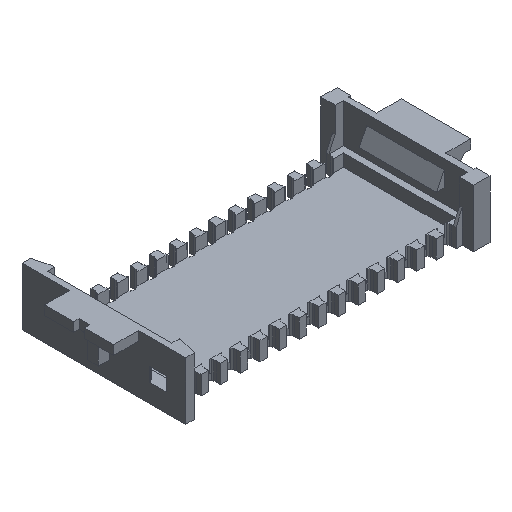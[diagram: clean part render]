
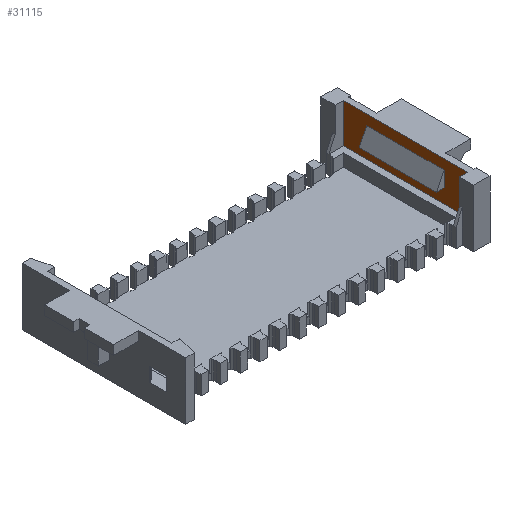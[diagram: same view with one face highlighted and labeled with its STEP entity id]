
A CAD part, isometric view. The second image highlights one B-rep face of the part: STEP entity #31115.
In plain terms, the highlighted planar face has unit normal (-1, 0, 0).
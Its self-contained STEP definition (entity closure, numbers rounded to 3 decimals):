
#13684 = PLANE('',#13685);
#13685 = AXIS2_PLACEMENT_3D('',#13686,#13687,#13688);
#13686 = CARTESIAN_POINT('',(-19.15,-8.05,-1.34));
#13687 = DIRECTION('',(0.,0.,1.));
#13688 = DIRECTION('',(1.,0.,0.));
#30307 = PLANE('',#30308);
#30308 = AXIS2_PLACEMENT_3D('',#30309,#30310,#30311);
#30309 = CARTESIAN_POINT('',(-19.15,8.05,-1.34));
#30310 = DIRECTION('',(0.,1.,0.));
#30311 = DIRECTION('',(0.,0.,1.));
#30359 = PLANE('',#30360);
#30360 = AXIS2_PLACEMENT_3D('',#30361,#30362,#30363);
#30361 = CARTESIAN_POINT('',(-19.15,-8.05,-1.34));
#30362 = DIRECTION('',(0.,1.,0.));
#30363 = DIRECTION('',(0.,0.,1.));
#31018 = VERTEX_POINT('',#31019);
#31019 = CARTESIAN_POINT('',(19.15,8.05,3.74));
#31034 = PLANE('',#31035);
#31035 = AXIS2_PLACEMENT_3D('',#31036,#31037,#31038);
#31036 = CARTESIAN_POINT('',(20.193,0.,3.74));
#31037 = DIRECTION('',(0.,0.,1.));
#31038 = DIRECTION('',(1.,0.,0.));
#31046 = EDGE_CURVE('',#31047,#31018,#31049,.T.);
#31047 = VERTEX_POINT('',#31048);
#31048 = CARTESIAN_POINT('',(19.15,8.05,-1.34));
#31049 = SURFACE_CURVE('',#31050,(#31054,#31061),.PCURVE_S1.);
#31050 = LINE('',#31051,#31052);
#31051 = CARTESIAN_POINT('',(19.15,8.05,-1.34));
#31052 = VECTOR('',#31053,1.);
#31053 = DIRECTION('',(0.,0.,1.));
#31054 = PCURVE('',#30307,#31055);
#31055 = DEFINITIONAL_REPRESENTATION('',(#31056),#31060);
#31056 = LINE('',#31057,#31058);
#31057 = CARTESIAN_POINT('',(0.,38.3));
#31058 = VECTOR('',#31059,1.);
#31059 = DIRECTION('',(1.,0.));
#31060 = ( GEOMETRIC_REPRESENTATION_CONTEXT(2) 
PARAMETRIC_REPRESENTATION_CONTEXT() REPRESENTATION_CONTEXT('2D SPACE',''
  ) );
#31061 = PCURVE('',#31062,#31067);
#31062 = PLANE('',#31063);
#31063 = AXIS2_PLACEMENT_3D('',#31064,#31065,#31066);
#31064 = CARTESIAN_POINT('',(19.15,-8.05,-1.34));
#31065 = DIRECTION('',(1.,0.,0.));
#31066 = DIRECTION('',(0.,0.,1.));
#31067 = DEFINITIONAL_REPRESENTATION('',(#31068),#31072);
#31068 = LINE('',#31069,#31070);
#31069 = CARTESIAN_POINT('',(0.,-16.1));
#31070 = VECTOR('',#31071,1.);
#31071 = DIRECTION('',(1.,0.));
#31072 = ( GEOMETRIC_REPRESENTATION_CONTEXT(2) 
PARAMETRIC_REPRESENTATION_CONTEXT() REPRESENTATION_CONTEXT('2D SPACE',''
  ) );
#31115 = ADVANCED_FACE('',(#31116,#31185),#31062,.F.);
#31116 = FACE_BOUND('',#31117,.F.);
#31117 = EDGE_LOOP('',(#31118,#31143,#31164,#31165));
#31118 = ORIENTED_EDGE('',*,*,#31119,.F.);
#31119 = EDGE_CURVE('',#31120,#31122,#31124,.T.);
#31120 = VERTEX_POINT('',#31121);
#31121 = CARTESIAN_POINT('',(19.15,-8.05,-1.34));
#31122 = VERTEX_POINT('',#31123);
#31123 = CARTESIAN_POINT('',(19.15,-8.05,3.74));
#31124 = SURFACE_CURVE('',#31125,(#31129,#31136),.PCURVE_S1.);
#31125 = LINE('',#31126,#31127);
#31126 = CARTESIAN_POINT('',(19.15,-8.05,-1.34));
#31127 = VECTOR('',#31128,1.);
#31128 = DIRECTION('',(0.,0.,1.));
#31129 = PCURVE('',#31062,#31130);
#31130 = DEFINITIONAL_REPRESENTATION('',(#31131),#31135);
#31131 = LINE('',#31132,#31133);
#31132 = CARTESIAN_POINT('',(0.,0.));
#31133 = VECTOR('',#31134,1.);
#31134 = DIRECTION('',(1.,0.));
#31135 = ( GEOMETRIC_REPRESENTATION_CONTEXT(2) 
PARAMETRIC_REPRESENTATION_CONTEXT() REPRESENTATION_CONTEXT('2D SPACE',''
  ) );
#31136 = PCURVE('',#30359,#31137);
#31137 = DEFINITIONAL_REPRESENTATION('',(#31138),#31142);
#31138 = LINE('',#31139,#31140);
#31139 = CARTESIAN_POINT('',(0.,38.3));
#31140 = VECTOR('',#31141,1.);
#31141 = DIRECTION('',(1.,0.));
#31142 = ( GEOMETRIC_REPRESENTATION_CONTEXT(2) 
PARAMETRIC_REPRESENTATION_CONTEXT() REPRESENTATION_CONTEXT('2D SPACE',''
  ) );
#31143 = ORIENTED_EDGE('',*,*,#31144,.T.);
#31144 = EDGE_CURVE('',#31120,#31047,#31145,.T.);
#31145 = SURFACE_CURVE('',#31146,(#31150,#31157),.PCURVE_S1.);
#31146 = LINE('',#31147,#31148);
#31147 = CARTESIAN_POINT('',(19.15,-8.05,-1.34));
#31148 = VECTOR('',#31149,1.);
#31149 = DIRECTION('',(0.,1.,0.));
#31150 = PCURVE('',#31062,#31151);
#31151 = DEFINITIONAL_REPRESENTATION('',(#31152),#31156);
#31152 = LINE('',#31153,#31154);
#31153 = CARTESIAN_POINT('',(0.,0.));
#31154 = VECTOR('',#31155,1.);
#31155 = DIRECTION('',(0.,-1.));
#31156 = ( GEOMETRIC_REPRESENTATION_CONTEXT(2) 
PARAMETRIC_REPRESENTATION_CONTEXT() REPRESENTATION_CONTEXT('2D SPACE',''
  ) );
#31157 = PCURVE('',#13684,#31158);
#31158 = DEFINITIONAL_REPRESENTATION('',(#31159),#31163);
#31159 = LINE('',#31160,#31161);
#31160 = CARTESIAN_POINT('',(38.3,0.));
#31161 = VECTOR('',#31162,1.);
#31162 = DIRECTION('',(0.,1.));
#31163 = ( GEOMETRIC_REPRESENTATION_CONTEXT(2) 
PARAMETRIC_REPRESENTATION_CONTEXT() REPRESENTATION_CONTEXT('2D SPACE',''
  ) );
#31164 = ORIENTED_EDGE('',*,*,#31046,.T.);
#31165 = ORIENTED_EDGE('',*,*,#31166,.F.);
#31166 = EDGE_CURVE('',#31122,#31018,#31167,.T.);
#31167 = SURFACE_CURVE('',#31168,(#31172,#31178),.PCURVE_S1.);
#31168 = LINE('',#31169,#31170);
#31169 = CARTESIAN_POINT('',(19.15,-8.225,3.74));
#31170 = VECTOR('',#31171,1.);
#31171 = DIRECTION('',(0.,1.,0.));
#31172 = PCURVE('',#31062,#31173);
#31173 = DEFINITIONAL_REPRESENTATION('',(#31174),#31177);
#31174 = B_SPLINE_CURVE_WITH_KNOTS('',1,(#31175,#31176),.UNSPECIFIED.,
  .F.,.F.,(2,2),(-1.435,17.885),.PIECEWISE_BEZIER_KNOTS.);
#31175 = CARTESIAN_POINT('',(5.08,1.61));
#31176 = CARTESIAN_POINT('',(5.08,-17.71));
#31177 = ( GEOMETRIC_REPRESENTATION_CONTEXT(2) 
PARAMETRIC_REPRESENTATION_CONTEXT() REPRESENTATION_CONTEXT('2D SPACE',''
  ) );
#31178 = PCURVE('',#31034,#31179);
#31179 = DEFINITIONAL_REPRESENTATION('',(#31180),#31184);
#31180 = LINE('',#31181,#31182);
#31181 = CARTESIAN_POINT('',(-1.043,-8.225));
#31182 = VECTOR('',#31183,1.);
#31183 = DIRECTION('',(0.,1.));
#31184 = ( GEOMETRIC_REPRESENTATION_CONTEXT(2) 
PARAMETRIC_REPRESENTATION_CONTEXT() REPRESENTATION_CONTEXT('2D SPACE',''
  ) );
#31185 = FACE_BOUND('',#31186,.F.);
#31186 = EDGE_LOOP('',(#31187,#31217,#31245,#31273));
#31187 = ORIENTED_EDGE('',*,*,#31188,.F.);
#31188 = EDGE_CURVE('',#31189,#31191,#31193,.T.);
#31189 = VERTEX_POINT('',#31190);
#31190 = CARTESIAN_POINT('',(19.15,5.,0.46));
#31191 = VERTEX_POINT('',#31192);
#31192 = CARTESIAN_POINT('',(19.15,5.,2.46));
#31193 = SURFACE_CURVE('',#31194,(#31198,#31205),.PCURVE_S1.);
#31194 = LINE('',#31195,#31196);
#31195 = CARTESIAN_POINT('',(19.15,5.,0.46));
#31196 = VECTOR('',#31197,1.);
#31197 = DIRECTION('',(0.,0.,1.));
#31198 = PCURVE('',#31062,#31199);
#31199 = DEFINITIONAL_REPRESENTATION('',(#31200),#31204);
#31200 = LINE('',#31201,#31202);
#31201 = CARTESIAN_POINT('',(1.8,-13.05));
#31202 = VECTOR('',#31203,1.);
#31203 = DIRECTION('',(1.,0.));
#31204 = ( GEOMETRIC_REPRESENTATION_CONTEXT(2) 
PARAMETRIC_REPRESENTATION_CONTEXT() REPRESENTATION_CONTEXT('2D SPACE',''
  ) );
#31205 = PCURVE('',#31206,#31211);
#31206 = PLANE('',#31207);
#31207 = AXIS2_PLACEMENT_3D('',#31208,#31209,#31210);
#31208 = CARTESIAN_POINT('',(18.841,5.,1.269));
#31209 = DIRECTION('',(0.,1.,0.));
#31210 = DIRECTION('',(-1.,0.,0.));
#31211 = DEFINITIONAL_REPRESENTATION('',(#31212),#31216);
#31212 = LINE('',#31213,#31214);
#31213 = CARTESIAN_POINT('',(-0.309,-0.809));
#31214 = VECTOR('',#31215,1.);
#31215 = DIRECTION('',(-0.,1.));
#31216 = ( GEOMETRIC_REPRESENTATION_CONTEXT(2) 
PARAMETRIC_REPRESENTATION_CONTEXT() REPRESENTATION_CONTEXT('2D SPACE',''
  ) );
#31217 = ORIENTED_EDGE('',*,*,#31218,.T.);
#31218 = EDGE_CURVE('',#31189,#31219,#31221,.T.);
#31219 = VERTEX_POINT('',#31220);
#31220 = CARTESIAN_POINT('',(19.15,-5.,0.46));
#31221 = SURFACE_CURVE('',#31222,(#31226,#31233),.PCURVE_S1.);
#31222 = LINE('',#31223,#31224);
#31223 = CARTESIAN_POINT('',(19.15,5.,0.46));
#31224 = VECTOR('',#31225,1.);
#31225 = DIRECTION('',(0.,-1.,0.));
#31226 = PCURVE('',#31062,#31227);
#31227 = DEFINITIONAL_REPRESENTATION('',(#31228),#31232);
#31228 = LINE('',#31229,#31230);
#31229 = CARTESIAN_POINT('',(1.8,-13.05));
#31230 = VECTOR('',#31231,1.);
#31231 = DIRECTION('',(0.,1.));
#31232 = ( GEOMETRIC_REPRESENTATION_CONTEXT(2) 
PARAMETRIC_REPRESENTATION_CONTEXT() REPRESENTATION_CONTEXT('2D SPACE',''
  ) );
#31233 = PCURVE('',#31234,#31239);
#31234 = PLANE('',#31235);
#31235 = AXIS2_PLACEMENT_3D('',#31236,#31237,#31238);
#31236 = CARTESIAN_POINT('',(18.15,5.,0.46));
#31237 = DIRECTION('',(-0.,0.,-1.));
#31238 = DIRECTION('',(-1.,0.,0.));
#31239 = DEFINITIONAL_REPRESENTATION('',(#31240),#31244);
#31240 = LINE('',#31241,#31242);
#31241 = CARTESIAN_POINT('',(-1.,0.));
#31242 = VECTOR('',#31243,1.);
#31243 = DIRECTION('',(-0.,-1.));
#31244 = ( GEOMETRIC_REPRESENTATION_CONTEXT(2) 
PARAMETRIC_REPRESENTATION_CONTEXT() REPRESENTATION_CONTEXT('2D SPACE',''
  ) );
#31245 = ORIENTED_EDGE('',*,*,#31246,.T.);
#31246 = EDGE_CURVE('',#31219,#31247,#31249,.T.);
#31247 = VERTEX_POINT('',#31248);
#31248 = CARTESIAN_POINT('',(19.15,-5.,2.46));
#31249 = SURFACE_CURVE('',#31250,(#31254,#31261),.PCURVE_S1.);
#31250 = LINE('',#31251,#31252);
#31251 = CARTESIAN_POINT('',(19.15,-5.,0.46));
#31252 = VECTOR('',#31253,1.);
#31253 = DIRECTION('',(0.,0.,1.));
#31254 = PCURVE('',#31062,#31255);
#31255 = DEFINITIONAL_REPRESENTATION('',(#31256),#31260);
#31256 = LINE('',#31257,#31258);
#31257 = CARTESIAN_POINT('',(1.8,-3.05));
#31258 = VECTOR('',#31259,1.);
#31259 = DIRECTION('',(1.,0.));
#31260 = ( GEOMETRIC_REPRESENTATION_CONTEXT(2) 
PARAMETRIC_REPRESENTATION_CONTEXT() REPRESENTATION_CONTEXT('2D SPACE',''
  ) );
#31261 = PCURVE('',#31262,#31267);
#31262 = PLANE('',#31263);
#31263 = AXIS2_PLACEMENT_3D('',#31264,#31265,#31266);
#31264 = CARTESIAN_POINT('',(18.841,-5.,1.269));
#31265 = DIRECTION('',(0.,1.,0.));
#31266 = DIRECTION('',(-1.,0.,0.));
#31267 = DEFINITIONAL_REPRESENTATION('',(#31268),#31272);
#31268 = LINE('',#31269,#31270);
#31269 = CARTESIAN_POINT('',(-0.309,-0.809));
#31270 = VECTOR('',#31271,1.);
#31271 = DIRECTION('',(-0.,1.));
#31272 = ( GEOMETRIC_REPRESENTATION_CONTEXT(2) 
PARAMETRIC_REPRESENTATION_CONTEXT() REPRESENTATION_CONTEXT('2D SPACE',''
  ) );
#31273 = ORIENTED_EDGE('',*,*,#31274,.F.);
#31274 = EDGE_CURVE('',#31191,#31247,#31275,.T.);
#31275 = SURFACE_CURVE('',#31276,(#31280,#31287),.PCURVE_S1.);
#31276 = LINE('',#31277,#31278);
#31277 = CARTESIAN_POINT('',(19.15,5.,2.46));
#31278 = VECTOR('',#31279,1.);
#31279 = DIRECTION('',(0.,-1.,0.));
#31280 = PCURVE('',#31062,#31281);
#31281 = DEFINITIONAL_REPRESENTATION('',(#31282),#31286);
#31282 = LINE('',#31283,#31284);
#31283 = CARTESIAN_POINT('',(3.8,-13.05));
#31284 = VECTOR('',#31285,1.);
#31285 = DIRECTION('',(0.,1.));
#31286 = ( GEOMETRIC_REPRESENTATION_CONTEXT(2) 
PARAMETRIC_REPRESENTATION_CONTEXT() REPRESENTATION_CONTEXT('2D SPACE',''
  ) );
#31287 = PCURVE('',#31288,#31293);
#31288 = PLANE('',#31289);
#31289 = AXIS2_PLACEMENT_3D('',#31290,#31291,#31292);
#31290 = CARTESIAN_POINT('',(19.15,5.,2.46));
#31291 = DIRECTION('',(-0.894,0.,0.447));
#31292 = DIRECTION('',(0.447,0.,0.894));
#31293 = DEFINITIONAL_REPRESENTATION('',(#31294),#31298);
#31294 = LINE('',#31295,#31296);
#31295 = CARTESIAN_POINT('',(0.,-0.));
#31296 = VECTOR('',#31297,1.);
#31297 = DIRECTION('',(-0.,-1.));
#31298 = ( GEOMETRIC_REPRESENTATION_CONTEXT(2) 
PARAMETRIC_REPRESENTATION_CONTEXT() REPRESENTATION_CONTEXT('2D SPACE',''
  ) );
